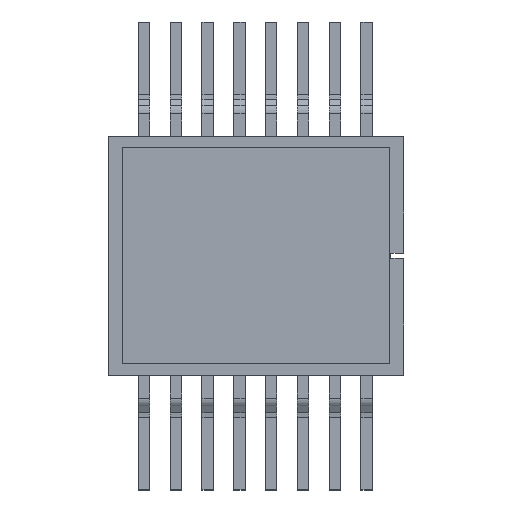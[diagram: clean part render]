
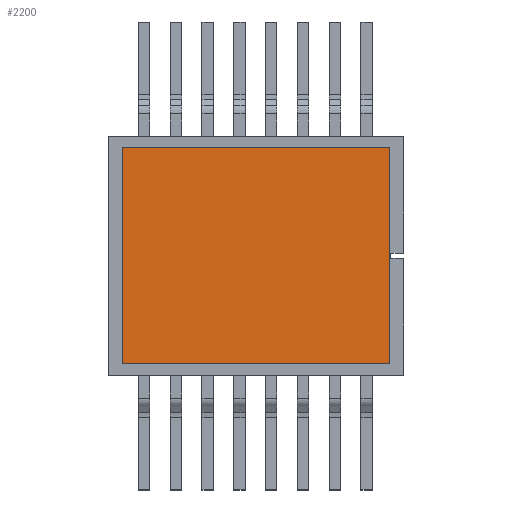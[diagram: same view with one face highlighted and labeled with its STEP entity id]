
A CAD part, top view. The second image highlights one B-rep face of the part: STEP entity #2200.
In plain terms, the highlighted planar face has unit normal (0, 0, 1).
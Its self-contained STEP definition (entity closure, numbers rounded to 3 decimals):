
#2200=ADVANCED_FACE('',(#3877),#3879,.T.);
#3877=FACE_BOUND('',#3878,.T.);
#3878=EDGE_LOOP('',(#5232,#5233,#5234,#5235));
#3879=PLANE('',#3880);
#3880=AXIS2_PLACEMENT_3D('',#3881,#3882,#3883);
#3881=CARTESIAN_POINT('',(0.,0.,3.03));
#3882=DIRECTION('',(0.,0.,1.));
#3883=DIRECTION('',(1.,0.,0.));
#5232=ORIENTED_EDGE('',*,*,#5905,.T.);
#5233=ORIENTED_EDGE('',*,*,#5911,.T.);
#5234=ORIENTED_EDGE('',*,*,#5909,.T.);
#5235=ORIENTED_EDGE('',*,*,#5907,.T.);
#5905=EDGE_CURVE('',#7018,#7016,#7019,.T.);
#5907=EDGE_CURVE('',#7021,#7018,#7022,.T.);
#5909=EDGE_CURVE('',#7024,#7021,#7025,.T.);
#5911=EDGE_CURVE('',#7016,#7024,#7027,.T.);
#7016=VERTEX_POINT('',#9596);
#7018=VERTEX_POINT('',#9600);
#7019=LINE('',#9601,#9602);
#7021=VERTEX_POINT('',#9607);
#7022=LINE('',#9608,#9609);
#7024=VERTEX_POINT('',#9614);
#7025=LINE('',#9615,#9616);
#7027=LINE('',#9621,#9622);
#9596=CARTESIAN_POINT('',(5.25,4.25,3.03));
#9600=CARTESIAN_POINT('',(5.25,-4.25,3.03));
#9601=CARTESIAN_POINT('',(5.25,-4.25,3.03));
#9602=VECTOR('',#9603,1.);
#9603=DIRECTION('',(0.,1.,0.));
#9607=CARTESIAN_POINT('',(-5.25,-4.25,3.03));
#9608=CARTESIAN_POINT('',(-5.25,-4.25,3.03));
#9609=VECTOR('',#9610,1.);
#9610=DIRECTION('',(1.,0.,0.));
#9614=CARTESIAN_POINT('',(-5.25,4.25,3.03));
#9615=CARTESIAN_POINT('',(-5.25,4.25,3.03));
#9616=VECTOR('',#9617,1.);
#9617=DIRECTION('',(0.,-1.,0.));
#9621=CARTESIAN_POINT('',(5.25,4.25,3.03));
#9622=VECTOR('',#9623,1.);
#9623=DIRECTION('',(-1.,0.,0.));
